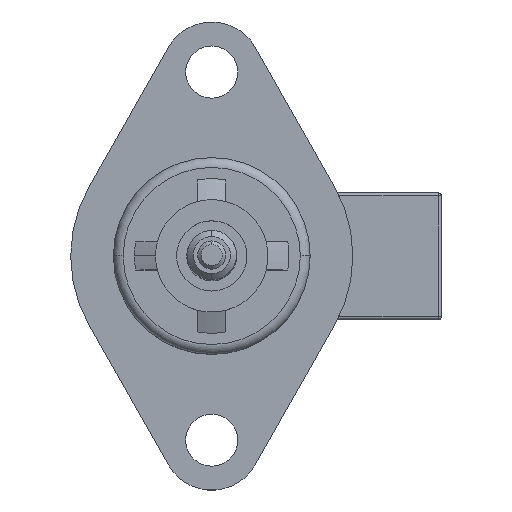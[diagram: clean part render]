
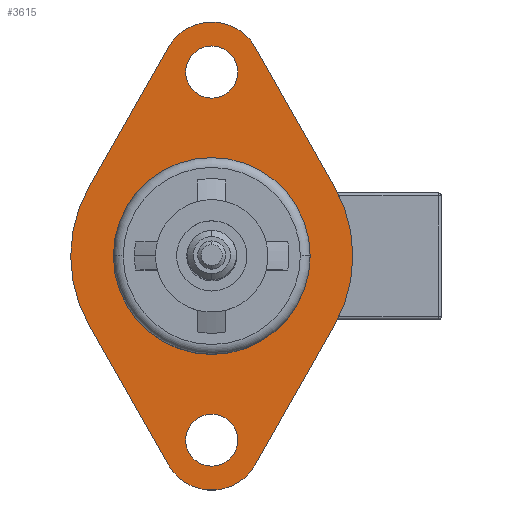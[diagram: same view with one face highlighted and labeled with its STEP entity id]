
A CAD part, top view. The second image highlights one B-rep face of the part: STEP entity #3615.
In plain terms, the highlighted face is planar.
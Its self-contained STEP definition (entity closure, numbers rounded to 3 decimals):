
#13 = CIRCLE ( 'NONE', #1719, 1.855 ) ;
#71 = VERTEX_POINT ( 'NONE', #2409 ) ;
#165 = DIRECTION ( 'NONE',  ( 0., 1., 0. ) ) ;
#299 = EDGE_CURVE ( 'NONE', #3208, #4170, #3846, .T. ) ;
#325 = DIRECTION ( 'NONE',  ( 0., -1., 0. ) ) ;
#420 = CARTESIAN_POINT ( 'NONE',  ( 4.91, 13.095, 0. ) ) ;
#424 = VERTEX_POINT ( 'NONE', #2014 ) ;
#438 = FACE_BOUND ( 'NONE', #4294, .T. ) ;
#478 = AXIS2_PLACEMENT_3D ( 'NONE', #3020, #5736, #3902 ) ;
#493 = VERTEX_POINT ( 'NONE', #4300 ) ;
#530 = DIRECTION ( 'NONE',  ( 0., -0.869, -0.494 ) ) ;
#602 = CARTESIAN_POINT ( 'NONE',  ( 4.91, 0., 0. ) ) ;
#739 = EDGE_LOOP ( 'NONE', ( #3485, #3590 ) ) ;
#749 = ORIENTED_EDGE ( 'NONE', *, *, #5661, .T. ) ;
#750 = VERTEX_POINT ( 'NONE', #2227 ) ;
#840 = DIRECTION ( 'NONE',  ( -1., 0., 0. ) ) ;
#853 = VECTOR ( 'NONE', #2122, 1000. ) ;
#921 = ORIENTED_EDGE ( 'NONE', *, *, #1614, .F. ) ;
#925 = DIRECTION ( 'NONE',  ( -1., 0., 0. ) ) ;
#938 = CARTESIAN_POINT ( 'NONE',  ( 4.91, 4.962, -8.722 ) ) ;
#970 = ORIENTED_EDGE ( 'NONE', *, *, #1895, .T. ) ;
#1009 = ORIENTED_EDGE ( 'NONE', *, *, #4900, .T. ) ;
#1028 = FACE_BOUND ( 'NONE', #3317, .T. ) ;
#1065 = AXIS2_PLACEMENT_3D ( 'NONE', #5470, #1929, #3243 ) ;
#1079 = ORIENTED_EDGE ( 'NONE', *, *, #4513, .T. ) ;
#1082 = ORIENTED_EDGE ( 'NONE', *, *, #2482, .T. ) ;
#1117 = CARTESIAN_POINT ( 'NONE',  ( 4.91, 11.24, 0. ) ) ;
#1131 = DIRECTION ( 'NONE',  ( -1., 0., 0. ) ) ;
#1288 = CIRCLE ( 'NONE', #5778, 3.56 ) ;
#1386 = VERTEX_POINT ( 'NONE', #5287 ) ;
#1409 = CARTESIAN_POINT ( 'NONE',  ( 4.91, -11.24, 0. ) ) ;
#1554 = AXIS2_PLACEMENT_3D ( 'NONE', #4500, #2273, #5035 ) ;
#1565 = CARTESIAN_POINT ( 'NONE',  ( 4.91, -13.095, 0. ) ) ;
#1583 = EDGE_CURVE ( 'NONE', #493, #2863, #4803, .T. ) ;
#1585 = CARTESIAN_POINT ( 'NONE',  ( 4.91, -13.095, 0. ) ) ;
#1614 = EDGE_CURVE ( 'NONE', #1834, #750, #3487, .T. ) ;
#1630 = CIRCLE ( 'NONE', #478, 1.855 ) ;
#1642 = CIRCLE ( 'NONE', #1065, 7. ) ;
#1719 = AXIS2_PLACEMENT_3D ( 'NONE', #4126, #925, #4916 ) ;
#1834 = VERTEX_POINT ( 'NONE', #3320 ) ;
#1895 = EDGE_CURVE ( 'NONE', #3285, #3160, #2448, .T. ) ;
#1928 = CARTESIAN_POINT ( 'NONE',  ( 4.91, -13.095, 0. ) ) ;
#1929 = DIRECTION ( 'NONE',  ( -1., 0., 0. ) ) ;
#1951 = ORIENTED_EDGE ( 'NONE', *, *, #4123, .F. ) ;
#1972 = ORIENTED_EDGE ( 'NONE', *, *, #4965, .T. ) ;
#2010 = DIRECTION ( 'NONE',  ( 0., 1., 0. ) ) ;
#2014 = CARTESIAN_POINT ( 'NONE',  ( 4.91, 14.855, -3.094 ) ) ;
#2025 = DIRECTION ( 'NONE',  ( -1., 0., 0. ) ) ;
#2090 = CIRCLE ( 'NONE', #5368, 3.56 ) ;
#2122 = DIRECTION ( 'NONE',  ( 0., 0.869, 0.494 ) ) ;
#2181 = VECTOR ( 'NONE', #4830, 1000. ) ;
#2227 = CARTESIAN_POINT ( 'NONE',  ( 4.91, 0., 7. ) ) ;
#2273 = DIRECTION ( 'NONE',  ( 1., 0., 0. ) ) ;
#2274 = AXIS2_PLACEMENT_3D ( 'NONE', #2628, #840, #3005 ) ;
#2321 = ORIENTED_EDGE ( 'NONE', *, *, #5610, .T. ) ;
#2409 = CARTESIAN_POINT ( 'NONE',  ( 4.91, 16.655, 0. ) ) ;
#2423 = CARTESIAN_POINT ( 'NONE',  ( 4.91, 0., 0. ) ) ;
#2448 = LINE ( 'NONE', #2821, #4804 ) ;
#2469 = CARTESIAN_POINT ( 'NONE',  ( 4.91, 0., 0. ) ) ;
#2482 = EDGE_CURVE ( 'NONE', #4170, #5355, #4771, .T. ) ;
#2528 = DIRECTION ( 'NONE',  ( -1., 0., 0. ) ) ;
#2568 = VERTEX_POINT ( 'NONE', #3159 ) ;
#2608 = CARTESIAN_POINT ( 'NONE',  ( 4.91, -14.855, -3.094 ) ) ;
#2628 = CARTESIAN_POINT ( 'NONE',  ( 4.91, 13.095, 0. ) ) ;
#2714 = CARTESIAN_POINT ( 'NONE',  ( 4.91, 4.962, 8.722 ) ) ;
#2717 = FACE_OUTER_BOUND ( 'NONE', #5258, .T. ) ;
#2821 = CARTESIAN_POINT ( 'NONE',  ( 4.91, 14.855, 3.094 ) ) ;
#2863 = VERTEX_POINT ( 'NONE', #1409 ) ;
#2928 = AXIS2_PLACEMENT_3D ( 'NONE', #2423, #4208, #165 ) ;
#2975 = ORIENTED_EDGE ( 'NONE', *, *, #1583, .F. ) ;
#3005 = DIRECTION ( 'NONE',  ( 0., -1., 0. ) ) ;
#3020 = CARTESIAN_POINT ( 'NONE',  ( 4.91, 13.095, 0. ) ) ;
#3159 = CARTESIAN_POINT ( 'NONE',  ( 4.91, -4.962, 8.722 ) ) ;
#3160 = VERTEX_POINT ( 'NONE', #3723 ) ;
#3194 = LINE ( 'NONE', #4040, #5463 ) ;
#3208 = VERTEX_POINT ( 'NONE', #938 ) ;
#3243 = DIRECTION ( 'NONE',  ( 0., 1., 0. ) ) ;
#3285 = VERTEX_POINT ( 'NONE', #2714 ) ;
#3317 = EDGE_LOOP ( 'NONE', ( #921, #4253 ) ) ;
#3320 = CARTESIAN_POINT ( 'NONE',  ( 4.91, 0., -7. ) ) ;
#3348 = AXIS2_PLACEMENT_3D ( 'NONE', #1585, #1131, #5110 ) ;
#3361 = DIRECTION ( 'NONE',  ( -1., 0., 0. ) ) ;
#3411 = EDGE_CURVE ( 'NONE', #750, #1834, #1642, .T. ) ;
#3485 = ORIENTED_EDGE ( 'NONE', *, *, #4839, .F. ) ;
#3486 = ORIENTED_EDGE ( 'NONE', *, *, #4132, .T. ) ;
#3487 = CIRCLE ( 'NONE', #2928, 7. ) ;
#3531 = VERTEX_POINT ( 'NONE', #1117 ) ;
#3546 = DIRECTION ( 'NONE',  ( -1., 0., 0. ) ) ;
#3564 = ORIENTED_EDGE ( 'NONE', *, *, #299, .T. ) ;
#3590 = ORIENTED_EDGE ( 'NONE', *, *, #5404, .F. ) ;
#3615 = ADVANCED_FACE ( 'NONE', ( #438, #5474, #1028, #2717 ), #4033, .F. ) ;
#3642 = DIRECTION ( 'NONE',  ( 0., 0.869, -0.494 ) ) ;
#3723 = CARTESIAN_POINT ( 'NONE',  ( 4.91, 14.855, 3.094 ) ) ;
#3846 = CIRCLE ( 'NONE', #4305, 10.035 ) ;
#3902 = DIRECTION ( 'NONE',  ( 0., -1., 0. ) ) ;
#4000 = AXIS2_PLACEMENT_3D ( 'NONE', #602, #2025, #5537 ) ;
#4033 = PLANE ( 'NONE',  #1554 ) ;
#4040 = CARTESIAN_POINT ( 'NONE',  ( 4.91, 14.855, -3.094 ) ) ;
#4123 = EDGE_CURVE ( 'NONE', #2863, #493, #5030, .T. ) ;
#4126 = CARTESIAN_POINT ( 'NONE',  ( 4.91, 13.095, 0. ) ) ;
#4132 = EDGE_CURVE ( 'NONE', #2568, #3285, #4847, .T. ) ;
#4147 = DIRECTION ( 'NONE',  ( -1., 0., 0. ) ) ;
#4170 = VERTEX_POINT ( 'NONE', #4632 ) ;
#4208 = DIRECTION ( 'NONE',  ( -1., 0., 0. ) ) ;
#4237 = DIRECTION ( 'NONE',  ( 0., -1., 0. ) ) ;
#4253 = ORIENTED_EDGE ( 'NONE', *, *, #3411, .F. ) ;
#4294 = EDGE_LOOP ( 'NONE', ( #2975, #1951 ) ) ;
#4300 = CARTESIAN_POINT ( 'NONE',  ( 4.91, -14.95, 0. ) ) ;
#4305 = AXIS2_PLACEMENT_3D ( 'NONE', #2469, #2528, #4309 ) ;
#4309 = DIRECTION ( 'NONE',  ( 0., -1., 0. ) ) ;
#4326 = CARTESIAN_POINT ( 'NONE',  ( 4.91, -14.855, -3.094 ) ) ;
#4350 = CARTESIAN_POINT ( 'NONE',  ( 4.91, -14.855, 3.094 ) ) ;
#4500 = CARTESIAN_POINT ( 'NONE',  ( 4.91, -13.095, 0. ) ) ;
#4513 = EDGE_CURVE ( 'NONE', #5355, #5441, #1288, .T. ) ;
#4632 = CARTESIAN_POINT ( 'NONE',  ( 4.91, -4.962, -8.722 ) ) ;
#4771 = LINE ( 'NONE', #4326, #2181 ) ;
#4803 = CIRCLE ( 'NONE', #4890, 1.855 ) ;
#4804 = VECTOR ( 'NONE', #3642, 1000. ) ;
#4830 = DIRECTION ( 'NONE',  ( 0., -0.869, 0.494 ) ) ;
#4839 = EDGE_CURVE ( 'NONE', #3531, #1386, #1630, .T. ) ;
#4847 = CIRCLE ( 'NONE', #4000, 10.035 ) ;
#4890 = AXIS2_PLACEMENT_3D ( 'NONE', #1565, #4147, #4237 ) ;
#4900 = EDGE_CURVE ( 'NONE', #71, #424, #2090, .T. ) ;
#4916 = DIRECTION ( 'NONE',  ( 0., -1., 0. ) ) ;
#4965 = EDGE_CURVE ( 'NONE', #424, #3208, #3194, .T. ) ;
#5030 = CIRCLE ( 'NONE', #3348, 1.855 ) ;
#5035 = DIRECTION ( 'NONE',  ( 0., 1., 0. ) ) ;
#5110 = DIRECTION ( 'NONE',  ( 0., -1., 0. ) ) ;
#5213 = LINE ( 'NONE', #4350, #853 ) ;
#5258 = EDGE_LOOP ( 'NONE', ( #1079, #749, #3486, #970, #2321, #1009, #1972, #3564, #1082 ) ) ;
#5287 = CARTESIAN_POINT ( 'NONE',  ( 4.91, 14.95, 0. ) ) ;
#5355 = VERTEX_POINT ( 'NONE', #2608 ) ;
#5368 = AXIS2_PLACEMENT_3D ( 'NONE', #420, #3546, #325 ) ;
#5404 = EDGE_CURVE ( 'NONE', #1386, #3531, #13, .T. ) ;
#5441 = VERTEX_POINT ( 'NONE', #5812 ) ;
#5462 = CIRCLE ( 'NONE', #2274, 3.56 ) ;
#5463 = VECTOR ( 'NONE', #530, 1000. ) ;
#5470 = CARTESIAN_POINT ( 'NONE',  ( 4.91, 0., 0. ) ) ;
#5474 = FACE_BOUND ( 'NONE', #739, .T. ) ;
#5537 = DIRECTION ( 'NONE',  ( 0., -1., 0. ) ) ;
#5610 = EDGE_CURVE ( 'NONE', #3160, #71, #5462, .T. ) ;
#5661 = EDGE_CURVE ( 'NONE', #5441, #2568, #5213, .T. ) ;
#5736 = DIRECTION ( 'NONE',  ( -1., 0., 0. ) ) ;
#5778 = AXIS2_PLACEMENT_3D ( 'NONE', #1928, #3361, #2010 ) ;
#5812 = CARTESIAN_POINT ( 'NONE',  ( 4.91, -14.855, 3.094 ) ) ;
